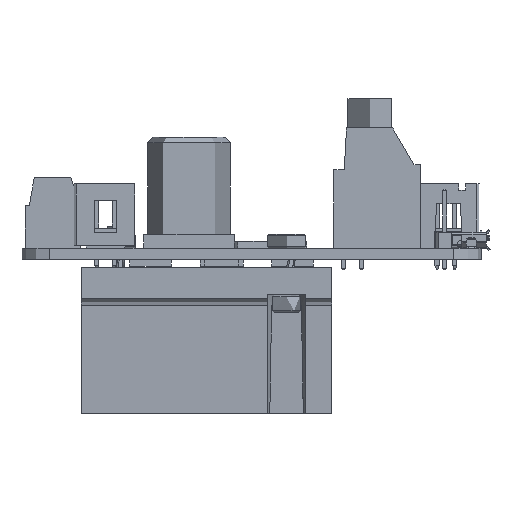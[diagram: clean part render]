
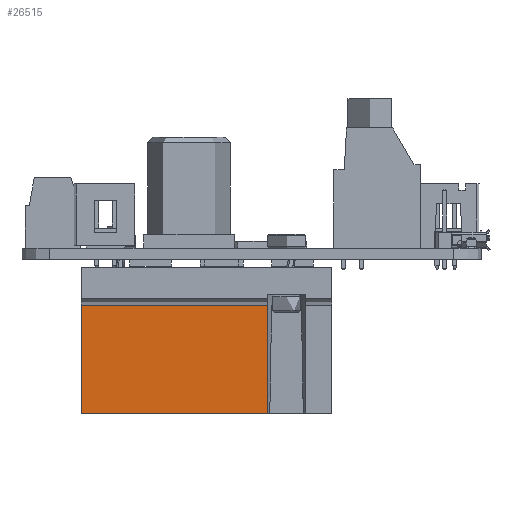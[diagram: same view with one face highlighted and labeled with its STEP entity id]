
A CAD part, left-side view. The second image highlights one B-rep face of the part: STEP entity #26515.
In plain terms, the highlighted face is planar.
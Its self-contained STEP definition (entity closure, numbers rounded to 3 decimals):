
#2954=FACE_OUTER_BOUND('',#4555,.T.);
#4555=EDGE_LOOP('',(#23483,#23484,#23485,#23486));
#7304=LINE('',#44903,#10170);
#7372=LINE('',#45160,#10238);
#7377=LINE('',#45173,#10243);
#7378=LINE('',#45174,#10244);
#10170=VECTOR('',#35405,15.531);
#10238=VECTOR('',#35579,26.75);
#10243=VECTOR('',#35592,15.531);
#10244=VECTOR('',#35593,26.75);
#12614=VERTEX_POINT('',#44900);
#12615=VERTEX_POINT('',#44902);
#12691=VERTEX_POINT('',#45158);
#12695=VERTEX_POINT('',#45172);
#16219=EDGE_CURVE('',#12615,#12614,#7304,.T.);
#16319=EDGE_CURVE('',#12614,#12691,#7372,.T.);
#16325=EDGE_CURVE('',#12695,#12691,#7377,.T.);
#16326=EDGE_CURVE('',#12615,#12695,#7378,.T.);
#23483=ORIENTED_EDGE('',*,*,#16219,.T.);
#23484=ORIENTED_EDGE('',*,*,#16319,.T.);
#23485=ORIENTED_EDGE('',*,*,#16325,.F.);
#23486=ORIENTED_EDGE('',*,*,#16326,.F.);
#24909=PLANE('',#28652);
#26515=ADVANCED_FACE('',(#2954),#24909,.F.);
#28652=AXIS2_PLACEMENT_3D('',#45171,#35590,#35591);
#35405=DIRECTION('',(0.026,0.,-1.));
#35579=DIRECTION('',(0.,1.,0.));
#35590=DIRECTION('center_axis',(-1.,0.,-0.026));
#35591=DIRECTION('ref_axis',(-0.026,0.,1.));
#35592=DIRECTION('',(0.026,0.,-1.));
#35593=DIRECTION('',(0.,1.,0.));
#44900=CARTESIAN_POINT('',(29.,-8.75,5.474));
#44902=CARTESIAN_POINT('',(28.594,-8.75,21.));
#44903=CARTESIAN_POINT('',(29.02,-8.75,4.711));
#45158=CARTESIAN_POINT('',(29.,18.,5.474));
#45160=CARTESIAN_POINT('',(29.,-18.,5.474));
#45171=CARTESIAN_POINT('Origin',(29.,-18.,5.474));
#45172=CARTESIAN_POINT('',(28.594,18.,21.));
#45173=CARTESIAN_POINT('',(29.072,18.,2.726));
#45174=CARTESIAN_POINT('',(28.594,-9.,21.));
